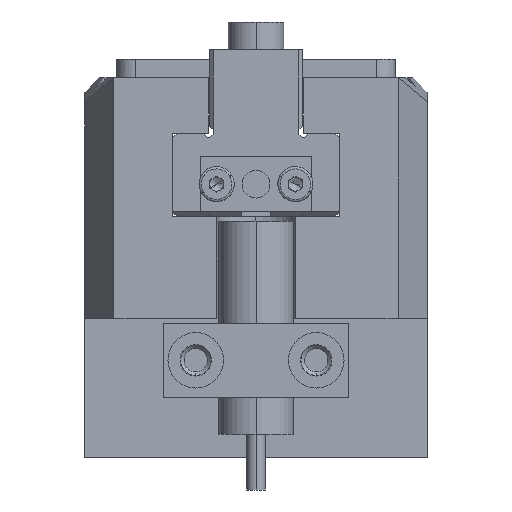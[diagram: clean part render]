
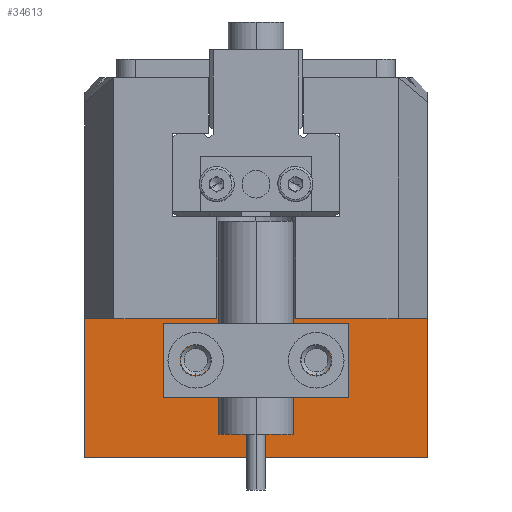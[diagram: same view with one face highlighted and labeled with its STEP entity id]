
A CAD part, left-side view. The second image highlights one B-rep face of the part: STEP entity #34613.
In plain terms, the highlighted planar face has unit normal (-1, 0, 0).
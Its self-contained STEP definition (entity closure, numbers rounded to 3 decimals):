
#405 = CARTESIAN_POINT ( 'NONE',  ( -29.534, -15.445, 85.406 ) ) ;
#424 = ORIENTED_EDGE ( 'NONE', *, *, #450, .T. ) ;
#450 = EDGE_CURVE ( 'NONE', #34190, #30655, #22074, .T. ) ;
#1064 = PLANE ( 'NONE',  #10712 ) ;
#1961 = AXIS2_PLACEMENT_3D ( 'NONE', #30577, #16791, #11150 ) ;
#2769 = DIRECTION ( 'NONE',  ( 0., 0., -1. ) ) ;
#2956 = EDGE_CURVE ( 'NONE', #8204, #32348, #27782, .T. ) ;
#3000 = EDGE_CURVE ( 'NONE', #29874, #8204, #11386, .T. ) ;
#3227 = VERTEX_POINT ( 'NONE', #5094 ) ;
#3880 = CIRCLE ( 'NONE', #28388, 1.65 ) ;
#4259 = CARTESIAN_POINT ( 'NONE',  ( -29.534, 9.555, 56.556 ) ) ;
#5094 = CARTESIAN_POINT ( 'NONE',  ( -29.534, -3.445, 53.256 ) ) ;
#5265 = VERTEX_POINT ( 'NONE', #8636 ) ;
#6850 = EDGE_CURVE ( 'NONE', #30655, #34190, #3880, .T. ) ;
#7689 = CARTESIAN_POINT ( 'NONE',  ( -29.534, 9.555, 53.256 ) ) ;
#7913 = DIRECTION ( 'NONE',  ( 0., -1., 0. ) ) ;
#8149 = CIRCLE ( 'NONE', #11456, 1.65 ) ;
#8204 = VERTEX_POINT ( 'NONE', #9376 ) ;
#8636 = CARTESIAN_POINT ( 'NONE',  ( -29.534, -3.445, 56.556 ) ) ;
#8838 = CARTESIAN_POINT ( 'NONE',  ( -29.534, 26.526, 59.406 ) ) ;
#9376 = CARTESIAN_POINT ( 'NONE',  ( -29.534, 21.555, 44.406 ) ) ;
#10712 = AXIS2_PLACEMENT_3D ( 'NONE', #12289, #25906, #12040 ) ;
#11150 = DIRECTION ( 'NONE',  ( 0., -1., 0. ) ) ;
#11386 = LINE ( 'NONE', #24614, #19650 ) ;
#11456 = AXIS2_PLACEMENT_3D ( 'NONE', #23312, #28920, #28565 ) ;
#11727 = EDGE_CURVE ( 'NONE', #16225, #29874, #35593, .T. ) ;
#12040 = DIRECTION ( 'NONE',  ( 0., 1., 0. ) ) ;
#12048 = ORIENTED_EDGE ( 'NONE', *, *, #3000, .T. ) ;
#12289 = CARTESIAN_POINT ( 'NONE',  ( -29.534, 26.526, 59.406 ) ) ;
#12822 = CARTESIAN_POINT ( 'NONE',  ( -29.534, -15.445, 59.406 ) ) ;
#15319 = DIRECTION ( 'NONE',  ( 1., 0., 0. ) ) ;
#15561 = CARTESIAN_POINT ( 'NONE',  ( -29.534, -3.445, 54.906 ) ) ;
#15880 = EDGE_CURVE ( 'NONE', #32348, #16225, #20380, .T. ) ;
#16225 = VERTEX_POINT ( 'NONE', #12822 ) ;
#16791 = DIRECTION ( 'NONE',  ( 1., 0., 0. ) ) ;
#18844 = EDGE_LOOP ( 'NONE', ( #34049, #424 ) ) ;
#18875 = CARTESIAN_POINT ( 'NONE',  ( -29.534, 3.055, 44.406 ) ) ;
#19650 = VECTOR ( 'NONE', #2769, 1000. ) ;
#19703 = FACE_OUTER_BOUND ( 'NONE', #31338, .T. ) ;
#20075 = EDGE_CURVE ( 'NONE', #3227, #5265, #8149, .T. ) ;
#20189 = CARTESIAN_POINT ( 'NONE',  ( -29.534, 21.555, 59.406 ) ) ;
#20380 = LINE ( 'NONE', #405, #26373 ) ;
#20950 = DIRECTION ( 'NONE',  ( 0., 1., 0. ) ) ;
#22074 = CIRCLE ( 'NONE', #1961, 1.65 ) ;
#22172 = ORIENTED_EDGE ( 'NONE', *, *, #11727, .T. ) ;
#23312 = CARTESIAN_POINT ( 'NONE',  ( -29.534, -3.445, 54.906 ) ) ;
#23509 = AXIS2_PLACEMENT_3D ( 'NONE', #15561, #15319, #23847 ) ;
#23847 = DIRECTION ( 'NONE',  ( 0., -1., 0. ) ) ;
#24006 = FACE_BOUND ( 'NONE', #18844, .T. ) ;
#24426 = FACE_BOUND ( 'NONE', #34617, .T. ) ;
#24614 = CARTESIAN_POINT ( 'NONE',  ( -29.534, 21.555, 85.406 ) ) ;
#25459 = CIRCLE ( 'NONE', #23509, 1.65 ) ;
#25906 = DIRECTION ( 'NONE',  ( -1., 0., 0. ) ) ;
#26373 = VECTOR ( 'NONE', #32686, 1000. ) ;
#27782 = LINE ( 'NONE', #18875, #28186 ) ;
#28186 = VECTOR ( 'NONE', #33024, 1000. ) ;
#28388 = AXIS2_PLACEMENT_3D ( 'NONE', #32279, #29399, #7913 ) ;
#28565 = DIRECTION ( 'NONE',  ( 0., -1., 0. ) ) ;
#28920 = DIRECTION ( 'NONE',  ( 1., 0., 0. ) ) ;
#29399 = DIRECTION ( 'NONE',  ( 1., 0., 0. ) ) ;
#29874 = VERTEX_POINT ( 'NONE', #20189 ) ;
#30522 = CARTESIAN_POINT ( 'NONE',  ( -29.534, -15.445, 44.406 ) ) ;
#30577 = CARTESIAN_POINT ( 'NONE',  ( -29.534, 9.555, 54.906 ) ) ;
#30655 = VERTEX_POINT ( 'NONE', #4259 ) ;
#30704 = EDGE_CURVE ( 'NONE', #5265, #3227, #25459, .T. ) ;
#30727 = ORIENTED_EDGE ( 'NONE', *, *, #2956, .T. ) ;
#31338 = EDGE_LOOP ( 'NONE', ( #12048, #30727, #31411, #22172 ) ) ;
#31411 = ORIENTED_EDGE ( 'NONE', *, *, #15880, .T. ) ;
#31730 = VECTOR ( 'NONE', #20950, 1000. ) ;
#32038 = ORIENTED_EDGE ( 'NONE', *, *, #30704, .T. ) ;
#32279 = CARTESIAN_POINT ( 'NONE',  ( -29.534, 9.555, 54.906 ) ) ;
#32348 = VERTEX_POINT ( 'NONE', #30522 ) ;
#32686 = DIRECTION ( 'NONE',  ( 0., 0., 1. ) ) ;
#32887 = ORIENTED_EDGE ( 'NONE', *, *, #20075, .T. ) ;
#33024 = DIRECTION ( 'NONE',  ( 0., -1., 0. ) ) ;
#34049 = ORIENTED_EDGE ( 'NONE', *, *, #6850, .T. ) ;
#34190 = VERTEX_POINT ( 'NONE', #7689 ) ;
#34613 = ADVANCED_FACE ( 'NONE', ( #24006, #24426, #19703 ), #1064, .T. ) ;
#34617 = EDGE_LOOP ( 'NONE', ( #32038, #32887 ) ) ;
#35593 = LINE ( 'NONE', #8838, #31730 ) ;
